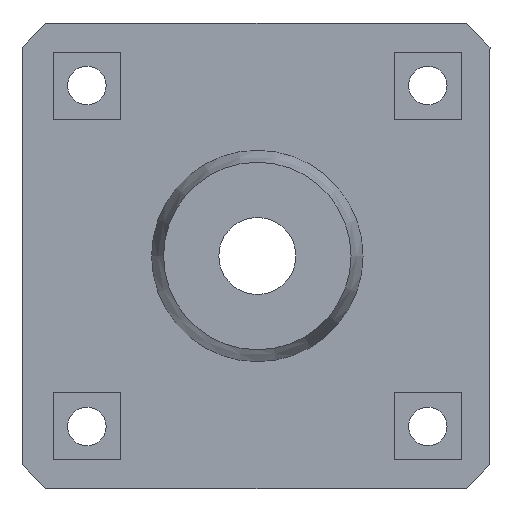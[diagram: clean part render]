
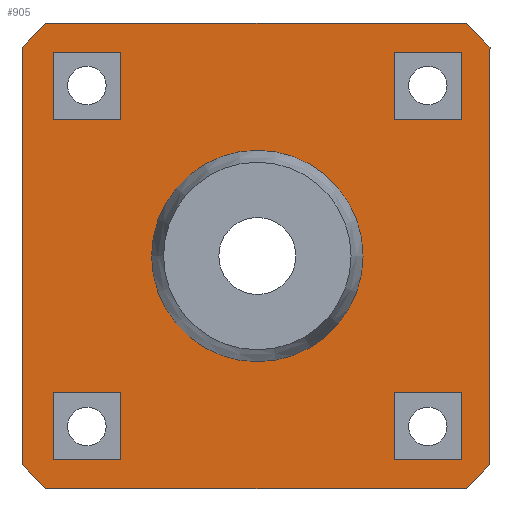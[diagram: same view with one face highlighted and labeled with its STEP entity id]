
A CAD part, front view. The second image highlights one B-rep face of the part: STEP entity #905.
In plain terms, the highlighted planar face has unit normal (0, -1, 0).
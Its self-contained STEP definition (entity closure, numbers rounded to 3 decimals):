
#40=FACE_BOUND('',#176,.T.);
#41=FACE_BOUND('',#177,.T.);
#42=FACE_BOUND('',#178,.T.);
#43=FACE_BOUND('',#179,.T.);
#44=FACE_BOUND('',#180,.T.);
#70=CIRCLE('',#994,9.613);
#115=FACE_OUTER_BOUND('',#175,.T.);
#175=EDGE_LOOP('',(#766,#767,#768,#769,#770,#771,#772,#773));
#176=EDGE_LOOP('',(#774,#775,#776,#777));
#177=EDGE_LOOP('',(#778,#779,#780,#781));
#178=EDGE_LOOP('',(#782,#783,#784,#785));
#179=EDGE_LOOP('',(#786,#787,#788,#789));
#180=EDGE_LOOP('',(#790));
#194=LINE('',#1271,#288);
#208=LINE('',#1313,#302);
#216=LINE('',#1344,#310);
#218=LINE('',#1348,#312);
#226=LINE('',#1371,#320);
#228=LINE('',#1377,#322);
#232=LINE('',#1385,#326);
#235=LINE('',#1391,#329);
#238=LINE('',#1396,#332);
#240=LINE('',#1404,#334);
#244=LINE('',#1412,#338);
#247=LINE('',#1418,#341);
#250=LINE('',#1423,#344);
#252=LINE('',#1431,#346);
#256=LINE('',#1439,#350);
#259=LINE('',#1445,#353);
#262=LINE('',#1450,#356);
#264=LINE('',#1458,#358);
#268=LINE('',#1466,#362);
#271=LINE('',#1472,#365);
#274=LINE('',#1477,#368);
#276=LINE('',#1484,#370);
#278=LINE('',#1488,#372);
#280=LINE('',#1491,#374);
#288=VECTOR('',#1015,10.);
#302=VECTOR('',#1047,10.);
#310=VECTOR('',#1083,10.);
#312=VECTOR('',#1087,10.);
#320=VECTOR('',#1113,10.);
#322=VECTOR('',#1119,10.);
#326=VECTOR('',#1125,10.);
#329=VECTOR('',#1130,10.);
#332=VECTOR('',#1135,10.);
#334=VECTOR('',#1143,10.);
#338=VECTOR('',#1149,10.);
#341=VECTOR('',#1154,10.);
#344=VECTOR('',#1159,10.);
#346=VECTOR('',#1167,10.);
#350=VECTOR('',#1173,10.);
#353=VECTOR('',#1178,10.);
#356=VECTOR('',#1183,10.);
#358=VECTOR('',#1191,10.);
#362=VECTOR('',#1197,10.);
#365=VECTOR('',#1202,10.);
#368=VECTOR('',#1207,10.);
#370=VECTOR('',#1215,10.);
#372=VECTOR('',#1219,10.);
#374=VECTOR('',#1223,10.);
#382=VERTEX_POINT('',#1269);
#383=VERTEX_POINT('',#1270);
#402=VERTEX_POINT('',#1312);
#411=VERTEX_POINT('',#1343);
#412=VERTEX_POINT('',#1347);
#418=VERTEX_POINT('',#1369);
#419=VERTEX_POINT('',#1375);
#420=VERTEX_POINT('',#1376);
#423=VERTEX_POINT('',#1384);
#425=VERTEX_POINT('',#1390);
#428=VERTEX_POINT('',#1402);
#429=VERTEX_POINT('',#1403);
#432=VERTEX_POINT('',#1411);
#434=VERTEX_POINT('',#1417);
#437=VERTEX_POINT('',#1429);
#438=VERTEX_POINT('',#1430);
#441=VERTEX_POINT('',#1438);
#443=VERTEX_POINT('',#1444);
#446=VERTEX_POINT('',#1456);
#447=VERTEX_POINT('',#1457);
#450=VERTEX_POINT('',#1465);
#452=VERTEX_POINT('',#1471);
#455=VERTEX_POINT('',#1483);
#456=VERTEX_POINT('',#1487);
#457=VERTEX_POINT('',#1493);
#462=EDGE_CURVE('',#382,#383,#194,.T.);
#483=EDGE_CURVE('',#383,#402,#208,.T.);
#499=EDGE_CURVE('',#402,#411,#216,.T.);
#501=EDGE_CURVE('',#412,#411,#218,.T.);
#513=EDGE_CURVE('',#382,#418,#226,.T.);
#515=EDGE_CURVE('',#419,#420,#228,.T.);
#519=EDGE_CURVE('',#423,#419,#232,.T.);
#522=EDGE_CURVE('',#425,#423,#235,.T.);
#525=EDGE_CURVE('',#420,#425,#238,.T.);
#528=EDGE_CURVE('',#428,#429,#240,.T.);
#532=EDGE_CURVE('',#432,#428,#244,.T.);
#535=EDGE_CURVE('',#434,#432,#247,.T.);
#538=EDGE_CURVE('',#429,#434,#250,.T.);
#541=EDGE_CURVE('',#437,#438,#252,.T.);
#545=EDGE_CURVE('',#441,#437,#256,.T.);
#548=EDGE_CURVE('',#443,#441,#259,.T.);
#551=EDGE_CURVE('',#438,#443,#262,.T.);
#554=EDGE_CURVE('',#446,#447,#264,.T.);
#558=EDGE_CURVE('',#450,#446,#268,.T.);
#561=EDGE_CURVE('',#452,#450,#271,.T.);
#564=EDGE_CURVE('',#447,#452,#274,.T.);
#567=EDGE_CURVE('',#412,#455,#276,.T.);
#569=EDGE_CURVE('',#456,#455,#278,.T.);
#571=EDGE_CURVE('',#456,#418,#280,.T.);
#572=EDGE_CURVE('',#457,#457,#70,.T.);
#766=ORIENTED_EDGE('',*,*,#462,.F.);
#767=ORIENTED_EDGE('',*,*,#513,.T.);
#768=ORIENTED_EDGE('',*,*,#571,.F.);
#769=ORIENTED_EDGE('',*,*,#569,.T.);
#770=ORIENTED_EDGE('',*,*,#567,.F.);
#771=ORIENTED_EDGE('',*,*,#501,.T.);
#772=ORIENTED_EDGE('',*,*,#499,.F.);
#773=ORIENTED_EDGE('',*,*,#483,.F.);
#774=ORIENTED_EDGE('',*,*,#515,.T.);
#775=ORIENTED_EDGE('',*,*,#525,.T.);
#776=ORIENTED_EDGE('',*,*,#522,.T.);
#777=ORIENTED_EDGE('',*,*,#519,.T.);
#778=ORIENTED_EDGE('',*,*,#528,.T.);
#779=ORIENTED_EDGE('',*,*,#538,.T.);
#780=ORIENTED_EDGE('',*,*,#535,.T.);
#781=ORIENTED_EDGE('',*,*,#532,.T.);
#782=ORIENTED_EDGE('',*,*,#541,.T.);
#783=ORIENTED_EDGE('',*,*,#551,.T.);
#784=ORIENTED_EDGE('',*,*,#548,.T.);
#785=ORIENTED_EDGE('',*,*,#545,.T.);
#786=ORIENTED_EDGE('',*,*,#554,.T.);
#787=ORIENTED_EDGE('',*,*,#564,.T.);
#788=ORIENTED_EDGE('',*,*,#561,.T.);
#789=ORIENTED_EDGE('',*,*,#558,.T.);
#790=ORIENTED_EDGE('',*,*,#572,.F.);
#863=PLANE('',#993);
#905=ADVANCED_FACE('',(#115,#40,#41,#42,#43,#44),#863,.F.);
#993=AXIS2_PLACEMENT_3D('',#1492,#1224,#1225);
#994=AXIS2_PLACEMENT_3D('',#1494,#1226,#1227);
#1015=DIRECTION('',(-0.707,0.,0.707));
#1047=DIRECTION('',(0.,0.,1.));
#1083=DIRECTION('',(0.707,0.,0.707));
#1087=DIRECTION('',(-1.,0.,0.));
#1113=DIRECTION('',(1.,0.,0.));
#1119=DIRECTION('',(0.,0.,1.));
#1125=DIRECTION('',(-1.,0.,0.));
#1130=DIRECTION('',(0.,0.,-1.));
#1135=DIRECTION('',(1.,0.,0.));
#1143=DIRECTION('',(0.,0.,1.));
#1149=DIRECTION('',(-1.,0.,0.));
#1154=DIRECTION('',(0.,0.,-1.));
#1159=DIRECTION('',(1.,0.,0.));
#1167=DIRECTION('',(0.,0.,1.));
#1173=DIRECTION('',(-1.,0.,0.));
#1178=DIRECTION('',(0.,0.,-1.));
#1183=DIRECTION('',(1.,0.,0.));
#1191=DIRECTION('',(0.,0.,1.));
#1197=DIRECTION('',(-1.,0.,0.));
#1202=DIRECTION('',(0.,0.,-1.));
#1207=DIRECTION('',(1.,0.,0.));
#1215=DIRECTION('',(0.707,0.,-0.707));
#1219=DIRECTION('',(0.,0.,1.));
#1223=DIRECTION('',(-0.707,0.,-0.707));
#1224=DIRECTION('center_axis',(0.,1.,0.));
#1225=DIRECTION('ref_axis',(-1.,0.,0.));
#1226=DIRECTION('center_axis',(0.,-1.,0.));
#1227=DIRECTION('ref_axis',(1.,0.,0.));
#1269=CARTESIAN_POINT('',(145.25,45.221,-350.385));
#1270=CARTESIAN_POINT('',(143.078,45.221,-348.213));
#1271=CARTESIAN_POINT('',(144.224,45.221,-349.359));
#1312=CARTESIAN_POINT('',(143.078,45.221,-310.237));
#1313=CARTESIAN_POINT('',(143.078,45.221,-354.225));
#1343=CARTESIAN_POINT('',(145.25,45.221,-308.065));
#1344=CARTESIAN_POINT('',(144.224,45.221,-309.091));
#1347=CARTESIAN_POINT('',(183.466,45.221,-308.065));
#1348=CARTESIAN_POINT('',(154.685,45.221,-308.065));
#1369=CARTESIAN_POINT('',(183.466,45.221,-350.385));
#1371=CARTESIAN_POINT('',(172.321,45.221,-350.385));
#1375=CARTESIAN_POINT('',(176.928,45.221,-347.775));
#1376=CARTESIAN_POINT('',(176.928,45.221,-341.675));
#1377=CARTESIAN_POINT('',(176.928,45.221,-338.5));
#1384=CARTESIAN_POINT('',(183.028,45.221,-347.775));
#1385=CARTESIAN_POINT('',(173.753,45.221,-347.775));
#1390=CARTESIAN_POINT('',(183.028,45.221,-341.675));
#1391=CARTESIAN_POINT('',(183.028,45.221,-335.45));
#1396=CARTESIAN_POINT('',(170.703,45.221,-341.675));
#1402=CARTESIAN_POINT('',(176.928,45.221,-316.775));
#1403=CARTESIAN_POINT('',(176.928,45.221,-310.675));
#1404=CARTESIAN_POINT('',(176.928,45.221,-323.));
#1411=CARTESIAN_POINT('',(183.028,45.221,-316.775));
#1412=CARTESIAN_POINT('',(173.753,45.221,-316.775));
#1417=CARTESIAN_POINT('',(183.028,45.221,-310.675));
#1418=CARTESIAN_POINT('',(183.028,45.221,-319.95));
#1423=CARTESIAN_POINT('',(170.703,45.221,-310.675));
#1429=CARTESIAN_POINT('',(145.928,45.221,-347.775));
#1430=CARTESIAN_POINT('',(145.928,45.221,-341.675));
#1431=CARTESIAN_POINT('',(145.928,45.221,-338.5));
#1438=CARTESIAN_POINT('',(152.028,45.221,-347.775));
#1439=CARTESIAN_POINT('',(158.253,45.221,-347.775));
#1444=CARTESIAN_POINT('',(152.028,45.221,-341.675));
#1445=CARTESIAN_POINT('',(152.028,45.221,-335.45));
#1450=CARTESIAN_POINT('',(155.203,45.221,-341.675));
#1456=CARTESIAN_POINT('',(145.928,45.221,-316.775));
#1457=CARTESIAN_POINT('',(145.928,45.221,-310.675));
#1458=CARTESIAN_POINT('',(145.928,45.221,-323.));
#1465=CARTESIAN_POINT('',(152.028,45.221,-316.775));
#1466=CARTESIAN_POINT('',(158.253,45.221,-316.775));
#1471=CARTESIAN_POINT('',(152.028,45.221,-310.675));
#1472=CARTESIAN_POINT('',(152.028,45.221,-319.95));
#1477=CARTESIAN_POINT('',(155.203,45.221,-310.675));
#1483=CARTESIAN_POINT('',(185.638,45.221,-310.237));
#1484=CARTESIAN_POINT('',(184.552,45.221,-309.151));
#1487=CARTESIAN_POINT('',(185.638,45.221,-348.213));
#1488=CARTESIAN_POINT('',(185.638,45.221,-321.382));
#1491=CARTESIAN_POINT('',(184.552,45.221,-349.299));
#1492=CARTESIAN_POINT('Origin',(164.478,45.221,-329.225));
#1493=CARTESIAN_POINT('',(154.865,45.221,-329.225));
#1494=CARTESIAN_POINT('Origin',(164.478,45.221,-329.225));
